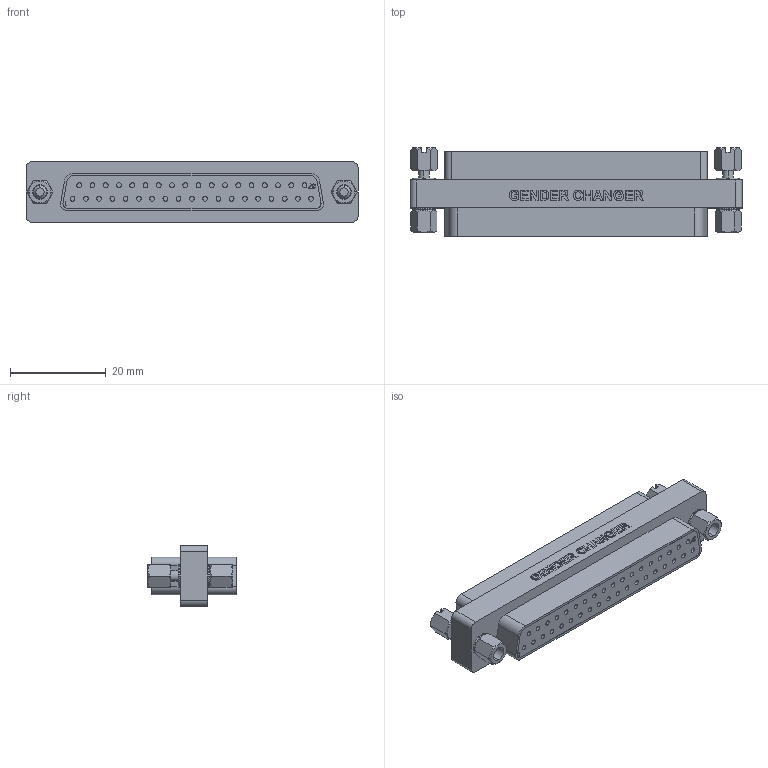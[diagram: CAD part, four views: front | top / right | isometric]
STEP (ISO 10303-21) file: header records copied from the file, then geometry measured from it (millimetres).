
FILE_DESCRIPTION (( 'STEP AP214' ), '1' );
FILE_NAME ('DGB37F.STEP', '2017-12-11T20:07:00', ( '' ), ( '' ), 'SwSTEP 2.0', 'SolidWorks 2014', '' );
FILE_SCHEMA (( 'AUTOMOTIVE_DESIGN' ));
Length unit declared in the file: inch
Products named in the file (5): 3AA05-002; SD37S_Without Mounting Flange and Solder Cups; DGBH37F-MA1_GENDER CHANGER; DGB37F; 3AA06-001
Assembly tree (7 placements, depth 2):
  DGB37F
    DGBH37F-MA1_GENDER CHANGER
    SD37S_Without Mounting Flange and Solder Cups  x2
    3AA05-002  x2
    3AA06-001  x2
Bounding box: 69.34 x 18.49 x 12.7 mm (x, y, z)
Volume: 10055.2 mm3; surface area: 8051.3 mm2
Topology: 7 solids, 7 shells, 831 faces, 1996 edges, 1290 vertices
Faces by surface type: plane 381, cylinder 232, bspline 126, cone 60, sphere 20, torus 12
Entity records: 28927 total; most frequent: CARTESIAN_POINT 10049, ORIENTED_EDGE 2894, DIRECTION 2505, EDGE_CURVE 1447, VERTEX_POINT 943, VECTOR 875, LINE 875, AXIS2_PLACEMENT_3D 815
